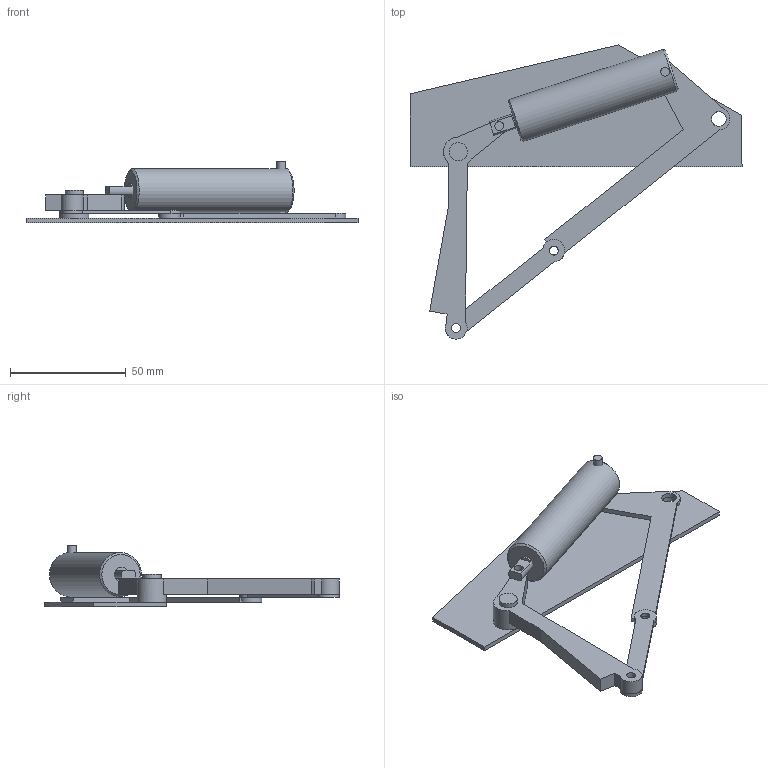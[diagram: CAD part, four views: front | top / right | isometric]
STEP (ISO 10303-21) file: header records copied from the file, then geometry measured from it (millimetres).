
FILE_DESCRIPTION(/* description */ (''),/* implementation_level */ '2;1');
FILE_NAME(/* name */ '150HD9-Schema.stp',/* time_stamp */ '2014-01-17T18:49:09+01:00',/* author */ ('Walter'),/* organization */ ('Das Entwicklungsbüro'),/* preprocessor_version */ 'ST-DEVELOPER v15.2',/* originating_system */ 'Autodesk Inventor 2014',/* authorisation */ '');
FILE_SCHEMA (('AUTOMOTIVE_DESIGN { 1 0 10303 214 3 1 1 }'));
Length unit declared in the file: millimetre
Products named in the file (7): 28; 29; 31; 25; 36; 35; 150HD9-Extrakt
Bounding box: 143.73 x 127.36 x 26.6 mm (x, y, z)
Volume: 44674.7 mm3; surface area: 27080 mm2
Topology: 7 solids, 7 shells, 70 faces, 171 edges, 118 vertices
Faces by surface type: plane 44, cylinder 22, cone 2, bspline 2
Full cylindrical faces by diameter (mm): 3.8 x1, 3.81 x6, 3.87 x1, 6.35 x1, 6.366 x1, 6.4 x1, 7.893 x2, 8 x1, 12.733 x1, 19.05 x1
Entity records: 2217 total; most frequent: CARTESIAN_POINT 404, DIRECTION 367, ORIENTED_EDGE 280, AXIS2_PLACEMENT_3D 141, EDGE_CURVE 140, EDGE_LOOP 110, VERTEX_POINT 104, LINE 85
